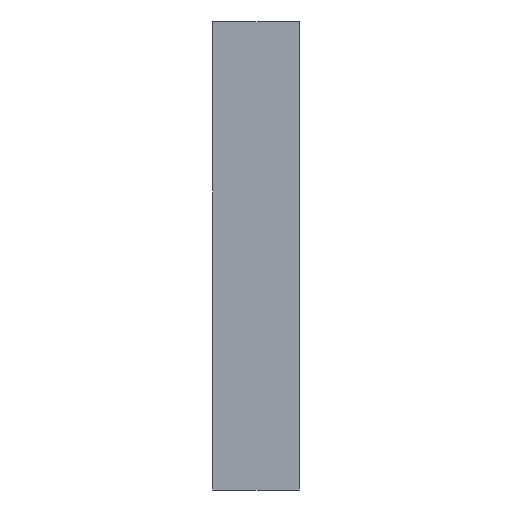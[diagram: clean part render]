
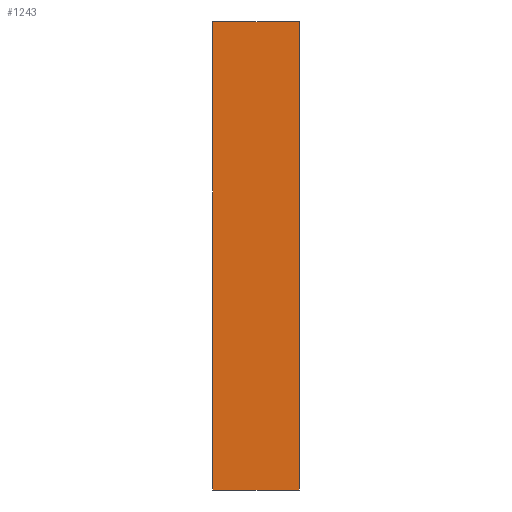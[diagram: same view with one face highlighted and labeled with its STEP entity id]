
A CAD part, left-side view. The second image highlights one B-rep face of the part: STEP entity #1243.
In plain terms, the highlighted planar face has unit normal (-1, 0, 0).
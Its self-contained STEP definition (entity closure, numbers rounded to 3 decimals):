
#96=FACE_OUTER_BOUND('',#171,.T.);
#171=EDGE_LOOP('',(#1073,#1074,#1075,#1076));
#215=LINE('',#1838,#344);
#249=LINE('',#1915,#378);
#305=LINE('',#2099,#434);
#306=LINE('',#2100,#435);
#344=VECTOR('',#1458,10.);
#378=VECTOR('',#1528,10.);
#434=VECTOR('',#1718,10.);
#435=VECTOR('',#1719,10.);
#522=VERTEX_POINT('',#1835);
#523=VERTEX_POINT('',#1837);
#547=VERTEX_POINT('',#1912);
#548=VERTEX_POINT('',#1914);
#638=EDGE_CURVE('',#522,#523,#215,.T.);
#678=EDGE_CURVE('',#547,#548,#249,.T.);
#765=EDGE_CURVE('',#548,#522,#305,.T.);
#766=EDGE_CURVE('',#523,#547,#306,.T.);
#1073=ORIENTED_EDGE('',*,*,#638,.F.);
#1074=ORIENTED_EDGE('',*,*,#765,.F.);
#1075=ORIENTED_EDGE('',*,*,#678,.F.);
#1076=ORIENTED_EDGE('',*,*,#766,.F.);
#1172=PLANE('',#1372);
#1243=ADVANCED_FACE('',(#96),#1172,.F.);
#1372=AXIS2_PLACEMENT_3D('',#2098,#1716,#1717);
#1458=DIRECTION('',(0.,0.,1.));
#1528=DIRECTION('',(0.,0.,-1.));
#1716=DIRECTION('center_axis',(1.,0.,0.));
#1717=DIRECTION('ref_axis',(0.,1.,0.));
#1718=DIRECTION('',(0.,1.,0.));
#1719=DIRECTION('',(0.,-1.,0.));
#1835=CARTESIAN_POINT('',(-42.57,4.775,-4.652));
#1837=CARTESIAN_POINT('',(-42.57,4.775,11.252));
#1838=CARTESIAN_POINT('',(-42.57,4.775,6.252));
#1912=CARTESIAN_POINT('',(-42.57,1.825,11.252));
#1914=CARTESIAN_POINT('',(-42.57,1.825,-4.652));
#1915=CARTESIAN_POINT('',(-42.57,1.825,0.348));
#2098=CARTESIAN_POINT('Origin',(-42.57,3.3,3.3));
#2099=CARTESIAN_POINT('',(-42.57,1.825,-4.652));
#2100=CARTESIAN_POINT('',(-42.57,4.775,11.252));
